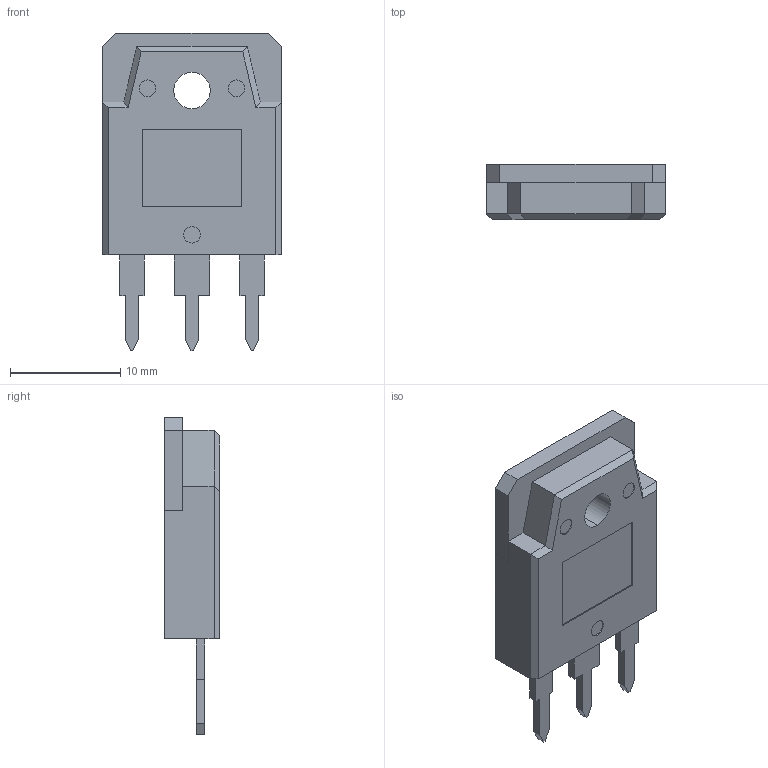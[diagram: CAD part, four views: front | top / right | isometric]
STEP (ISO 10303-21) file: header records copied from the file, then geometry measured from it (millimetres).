
FILE_DESCRIPTION (( 'STEP AP214' ), '1' );
FILE_NAME ('TO-3P-3_L15.8-W4.8-H23.8-P5.45-L.step', '2022-08-01T13:13:31', ( '' ), ( '' ), 'SwSTEP 2.0', 'SolidWorks 2020', '' );
FILE_SCHEMA (( 'AUTOMOTIVE_DESIGN' ));
Length unit declared in the file: millimetre
Products named in the file (1): TO-3P-3_L15.8-W4.8-H23.8-P5.45-L
Bounding box: 16.2 x 5 x 28.8 mm (x, y, z)
Volume: 1453 mm3; surface area: 1718.3 mm2
Topology: 3 solids, 3 shells, 316 faces, 846 edges, 562 vertices
Faces by surface type: plane 204, bspline 98, cylinder 14
Entity records: 13800 total; most frequent: CARTESIAN_POINT 3031, ORIENTED_EDGE 1692, DIRECTION 1112, EDGE_CURVE 846, VECTOR 618, LINE 618, VERTEX_POINT 562, EDGE_LOOP 348
